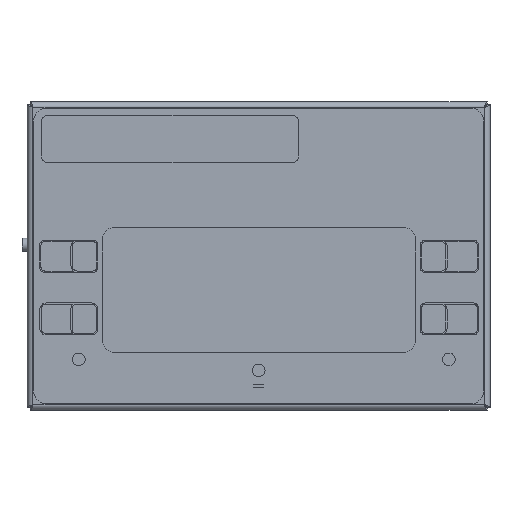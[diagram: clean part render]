
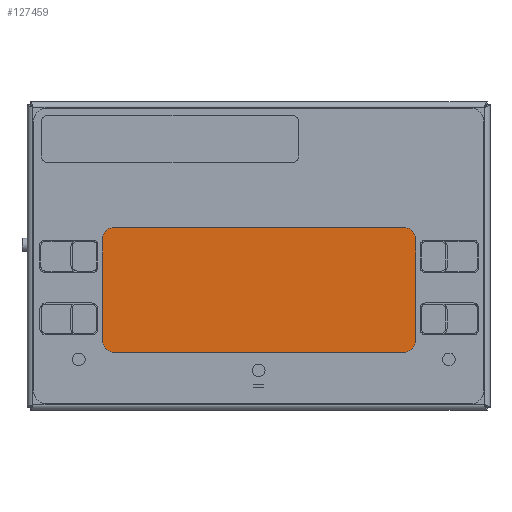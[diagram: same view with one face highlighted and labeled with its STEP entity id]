
A CAD part, top view. The second image highlights one B-rep face of the part: STEP entity #127459.
In plain terms, the highlighted planar face has unit normal (0, 0, 1).
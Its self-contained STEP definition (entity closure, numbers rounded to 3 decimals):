
#7428=CIRCLE('',#135919,4.5);
#7430=CIRCLE('',#135923,4.5);
#7432=CIRCLE('',#135927,4.5);
#7434=CIRCLE('',#135931,4.5);
#13059=FACE_OUTER_BOUND('',#20004,.T.);
#20004=EDGE_LOOP('',(#101081,#101082,#101083,#101084,#101085,#101086,#101087,
#101088));
#30912=LINE('',#225669,#43422);
#30916=LINE('',#225681,#43426);
#30920=LINE('',#225693,#43430);
#30924=LINE('',#225703,#43434);
#43422=VECTOR('',#159630,10.);
#43426=VECTOR('',#159642,10.);
#43430=VECTOR('',#159654,10.);
#43434=VECTOR('',#159666,10.);
#55284=VERTEX_POINT('',#225660);
#55285=VERTEX_POINT('',#225662);
#55287=VERTEX_POINT('',#225668);
#55289=VERTEX_POINT('',#225674);
#55291=VERTEX_POINT('',#225680);
#55293=VERTEX_POINT('',#225686);
#55295=VERTEX_POINT('',#225692);
#55297=VERTEX_POINT('',#225698);
#71129=EDGE_CURVE('',#55285,#55284,#7428,.T.);
#71132=EDGE_CURVE('',#55287,#55285,#30912,.T.);
#71135=EDGE_CURVE('',#55289,#55287,#7430,.T.);
#71138=EDGE_CURVE('',#55291,#55289,#30916,.T.);
#71141=EDGE_CURVE('',#55293,#55291,#7432,.T.);
#71144=EDGE_CURVE('',#55295,#55293,#30920,.T.);
#71147=EDGE_CURVE('',#55297,#55295,#7434,.T.);
#71150=EDGE_CURVE('',#55284,#55297,#30924,.T.);
#101081=ORIENTED_EDGE('',*,*,#71150,.T.);
#101082=ORIENTED_EDGE('',*,*,#71147,.T.);
#101083=ORIENTED_EDGE('',*,*,#71144,.T.);
#101084=ORIENTED_EDGE('',*,*,#71141,.T.);
#101085=ORIENTED_EDGE('',*,*,#71138,.T.);
#101086=ORIENTED_EDGE('',*,*,#71135,.T.);
#101087=ORIENTED_EDGE('',*,*,#71132,.T.);
#101088=ORIENTED_EDGE('',*,*,#71129,.T.);
#115517=PLANE('',#135933);
#127459=ADVANCED_FACE('',(#13059),#115517,.T.);
#135919=AXIS2_PLACEMENT_3D('',#225663,#159624,#159625);
#135923=AXIS2_PLACEMENT_3D('',#225675,#159636,#159637);
#135927=AXIS2_PLACEMENT_3D('',#225687,#159648,#159649);
#135931=AXIS2_PLACEMENT_3D('',#225699,#159660,#159661);
#135933=AXIS2_PLACEMENT_3D('',#225704,#159667,#159668);
#159624=DIRECTION('center_axis',(0.,0.,
1.));
#159625=DIRECTION('ref_axis',(1.,0.,0.));
#159630=DIRECTION('',(0.,1.,0.));
#159636=DIRECTION('center_axis',(0.,0.,
1.));
#159637=DIRECTION('ref_axis',(0.,-1.,0.));
#159642=DIRECTION('',(1.,0.,0.));
#159648=DIRECTION('center_axis',(0.,0.,
1.));
#159649=DIRECTION('ref_axis',(-1.,0.,0.));
#159654=DIRECTION('',(0.,-1.,0.));
#159660=DIRECTION('center_axis',(0.,0.,
1.));
#159661=DIRECTION('ref_axis',(0.,1.,0.));
#159666=DIRECTION('',(-1.,0.,0.));
#159667=DIRECTION('center_axis',(0.,0.,
1.));
#159668=DIRECTION('ref_axis',(1.,0.,0.));
#225660=CARTESIAN_POINT('',(56.525,11.154,1.19));
#225662=CARTESIAN_POINT('',(61.025,6.654,1.19));
#225663=CARTESIAN_POINT('Origin',(56.525,6.654,1.19));
#225668=CARTESIAN_POINT('',(61.025,-33.029,1.19));
#225669=CARTESIAN_POINT('',(61.025,-33.029,1.19));
#225674=CARTESIAN_POINT('',(56.525,-37.529,1.19));
#225675=CARTESIAN_POINT('Origin',(56.525,-33.029,1.19));
#225680=CARTESIAN_POINT('',(-56.252,-37.529,1.19));
#225681=CARTESIAN_POINT('',(-56.252,-37.529,1.19));
#225686=CARTESIAN_POINT('',(-60.752,-33.029,1.19));
#225687=CARTESIAN_POINT('Origin',(-56.252,-33.029,1.19));
#225692=CARTESIAN_POINT('',(-60.752,6.654,1.19));
#225693=CARTESIAN_POINT('',(-60.752,6.654,1.19));
#225698=CARTESIAN_POINT('',(-56.252,11.154,1.19));
#225699=CARTESIAN_POINT('Origin',(-56.252,6.654,1.19));
#225703=CARTESIAN_POINT('',(56.525,11.154,1.19));
#225704=CARTESIAN_POINT('Origin',(0.137,-13.188,1.19));
